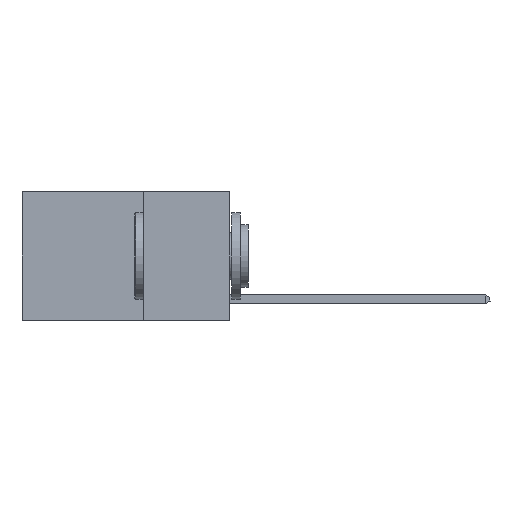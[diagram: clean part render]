
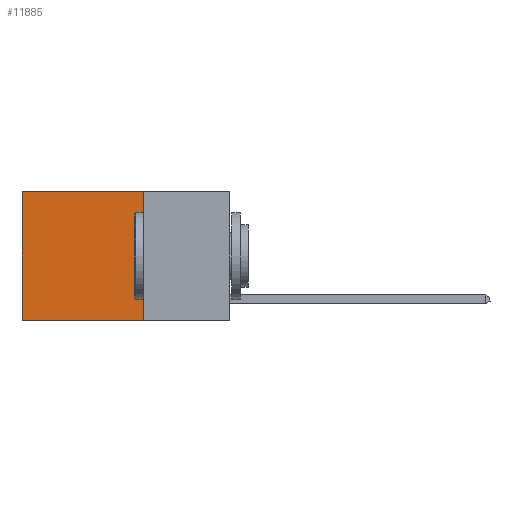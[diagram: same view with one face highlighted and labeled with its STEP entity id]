
A CAD part, left-side view. The second image highlights one B-rep face of the part: STEP entity #11885.
In plain terms, the highlighted planar face has unit normal (-1, 0, 0).
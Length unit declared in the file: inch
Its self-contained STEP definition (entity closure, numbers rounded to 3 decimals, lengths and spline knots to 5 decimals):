
#485 = CARTESIAN_POINT ( 'NONE',  ( 0.2625, 0.25, -0.37 ) ) ;
#1351 = CARTESIAN_POINT ( 'NONE',  ( 0.2625, 0.25, 0. ) ) ;
#1576 = VERTEX_POINT ( 'NONE', #13835 ) ;
#1610 = VECTOR ( 'NONE', #10754, 39.37008 ) ;
#2127 = VECTOR ( 'NONE', #9381, 39.37008 ) ;
#2893 = ORIENTED_EDGE ( 'NONE', *, *, #5284, .T. ) ;
#3334 = ORIENTED_EDGE ( 'NONE', *, *, #15696, .F. ) ;
#3359 = EDGE_CURVE ( 'NONE', #3360, #10625, #6565, .T. ) ;
#3360 = VERTEX_POINT ( 'NONE', #16604 ) ;
#3472 = LINE ( 'NONE', #18114, #2127 ) ;
#3945 = ORIENTED_EDGE ( 'NONE', *, *, #10022, .F. ) ;
#4391 = DIRECTION ( 'NONE',  ( 0., 0., -1. ) ) ;
#5284 = EDGE_CURVE ( 'NONE', #10625, #18516, #12938, .T. ) ;
#5688 = DIRECTION ( 'NONE',  ( 0., 0., -1. ) ) ;
#6310 = DIRECTION ( 'NONE',  ( 0., 1., 0. ) ) ;
#6565 = LINE ( 'NONE', #13998, #1610 ) ;
#7825 = ORIENTED_EDGE ( 'NONE', *, *, #3359, .T. ) ;
#9381 = DIRECTION ( 'NONE',  ( 0., 0., -1. ) ) ;
#10022 = EDGE_CURVE ( 'NONE', #3360, #1576, #3472, .T. ) ;
#10333 = CARTESIAN_POINT ( 'NONE',  ( 0.2625, 0.6, -0.37 ) ) ;
#10625 = VERTEX_POINT ( 'NONE', #14415 ) ;
#10754 = DIRECTION ( 'NONE',  ( 0., 1., 0. ) ) ;
#11748 = FACE_OUTER_BOUND ( 'NONE', #16965, .T. ) ;
#11885 = ADVANCED_FACE ( 'NONE', ( #11748 ), #17612, .F. ) ;
#12938 = LINE ( 'NONE', #15906, #18834 ) ;
#13559 = LINE ( 'NONE', #485, #14883 ) ;
#13835 = CARTESIAN_POINT ( 'NONE',  ( 0.2625, 0.25, -0.37 ) ) ;
#13998 = CARTESIAN_POINT ( 'NONE',  ( 0.2625, 0.25, 0. ) ) ;
#14415 = CARTESIAN_POINT ( 'NONE',  ( 0.2625, 0.6, 0. ) ) ;
#14883 = VECTOR ( 'NONE', #6310, 39.37008 ) ;
#15696 = EDGE_CURVE ( 'NONE', #1576, #18516, #13559, .T. ) ;
#15738 = AXIS2_PLACEMENT_3D ( 'NONE', #1351, #18760, #4391 ) ;
#15906 = CARTESIAN_POINT ( 'NONE',  ( 0.2625, 0.6, 0. ) ) ;
#16604 = CARTESIAN_POINT ( 'NONE',  ( 0.2625, 0.25, 0. ) ) ;
#16965 = EDGE_LOOP ( 'NONE', ( #2893, #3334, #3945, #7825 ) ) ;
#17612 = PLANE ( 'NONE',  #15738 ) ;
#18114 = CARTESIAN_POINT ( 'NONE',  ( 0.2625, 0.25, 0. ) ) ;
#18516 = VERTEX_POINT ( 'NONE', #10333 ) ;
#18760 = DIRECTION ( 'NONE',  ( 1., 0., 0. ) ) ;
#18834 = VECTOR ( 'NONE', #5688, 39.37008 ) ;
